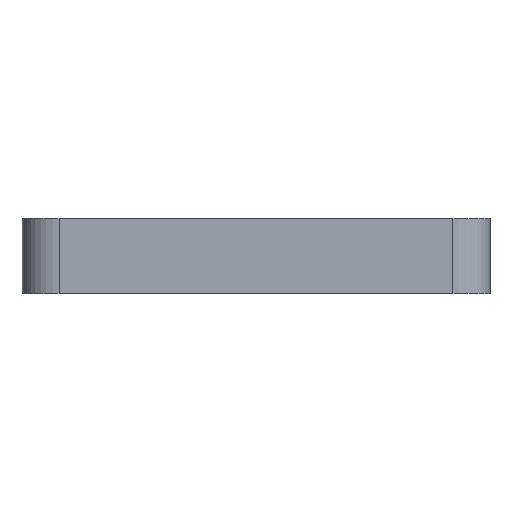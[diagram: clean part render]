
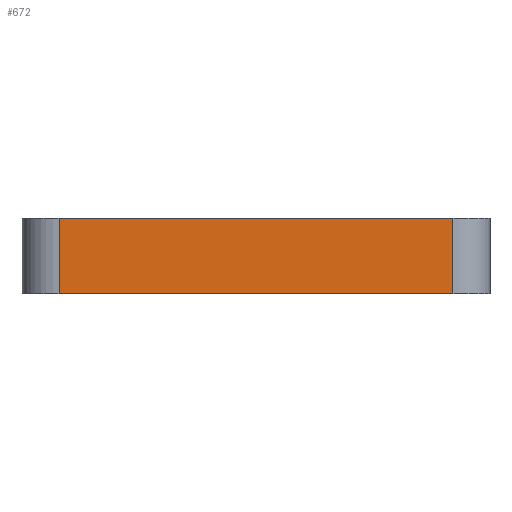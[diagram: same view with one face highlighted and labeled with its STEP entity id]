
A CAD part, front view. The second image highlights one B-rep face of the part: STEP entity #672.
In plain terms, the highlighted planar face has unit normal (0, -1, 0).
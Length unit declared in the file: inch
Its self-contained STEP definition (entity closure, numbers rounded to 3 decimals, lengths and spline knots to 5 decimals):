
#38 = DIRECTION ( 'NONE',  ( 0., 0., -1. ) ) ;
#125 = DIRECTION ( 'NONE',  ( -1., 0., 0. ) ) ;
#148 = CARTESIAN_POINT ( 'NONE',  ( 0., -1.1875, 0.3825 ) ) ;
#152 = LINE ( 'NONE', #272, #207 ) ;
#179 = EDGE_CURVE ( 'NONE', #718, #418, #567, .T. ) ;
#200 = VERTEX_POINT ( 'NONE', #564 ) ;
#205 = CARTESIAN_POINT ( 'NONE',  ( -0.9995, -1.1875, 0. ) ) ;
#207 = VECTOR ( 'NONE', #522, 39.37008 ) ;
#209 = LINE ( 'NONE', #148, #629 ) ;
#237 = VERTEX_POINT ( 'NONE', #694 ) ;
#256 = PLANE ( 'NONE',  #752 ) ;
#272 = CARTESIAN_POINT ( 'NONE',  ( 0.9995, -1.1875, 0.3825 ) ) ;
#292 = LINE ( 'NONE', #355, #655 ) ;
#344 = EDGE_LOOP ( 'NONE', ( #638, #505, #444, #710 ) ) ;
#354 = EDGE_CURVE ( 'NONE', #200, #718, #152, .T. ) ;
#355 = CARTESIAN_POINT ( 'NONE',  ( -0.9995, -1.1875, 0.3825 ) ) ;
#367 = EDGE_CURVE ( 'NONE', #200, #237, #209, .T. ) ;
#418 = VERTEX_POINT ( 'NONE', #205 ) ;
#444 = ORIENTED_EDGE ( 'NONE', *, *, #367, .T. ) ;
#445 = EDGE_CURVE ( 'NONE', #237, #418, #292, .T. ) ;
#505 = ORIENTED_EDGE ( 'NONE', *, *, #354, .F. ) ;
#510 = CARTESIAN_POINT ( 'NONE',  ( 0.9995, -1.1875, 0. ) ) ;
#522 = DIRECTION ( 'NONE',  ( 0., 0., -1. ) ) ;
#564 = CARTESIAN_POINT ( 'NONE',  ( 0.9995, -1.1875, 0.3825 ) ) ;
#567 = LINE ( 'NONE', #686, #616 ) ;
#616 = VECTOR ( 'NONE', #125, 39.37008 ) ;
#629 = VECTOR ( 'NONE', #762, 39.37008 ) ;
#632 = DIRECTION ( 'NONE',  ( 0., 0., -1. ) ) ;
#638 = ORIENTED_EDGE ( 'NONE', *, *, #179, .F. ) ;
#655 = VECTOR ( 'NONE', #38, 39.37008 ) ;
#672 = ADVANCED_FACE ( 'NONE', ( #748 ), #256, .T. ) ;
#686 = CARTESIAN_POINT ( 'NONE',  ( 0., -1.1875, 0. ) ) ;
#692 = CARTESIAN_POINT ( 'NONE',  ( 0., -1.1875, 0.3825 ) ) ;
#694 = CARTESIAN_POINT ( 'NONE',  ( -0.9995, -1.1875, 0.3825 ) ) ;
#710 = ORIENTED_EDGE ( 'NONE', *, *, #445, .T. ) ;
#718 = VERTEX_POINT ( 'NONE', #510 ) ;
#748 = FACE_OUTER_BOUND ( 'NONE', #344, .T. ) ;
#752 = AXIS2_PLACEMENT_3D ( 'NONE', #692, #754, #632 ) ;
#754 = DIRECTION ( 'NONE',  ( 0., -1., 0. ) ) ;
#762 = DIRECTION ( 'NONE',  ( -1., 0., 0. ) ) ;
